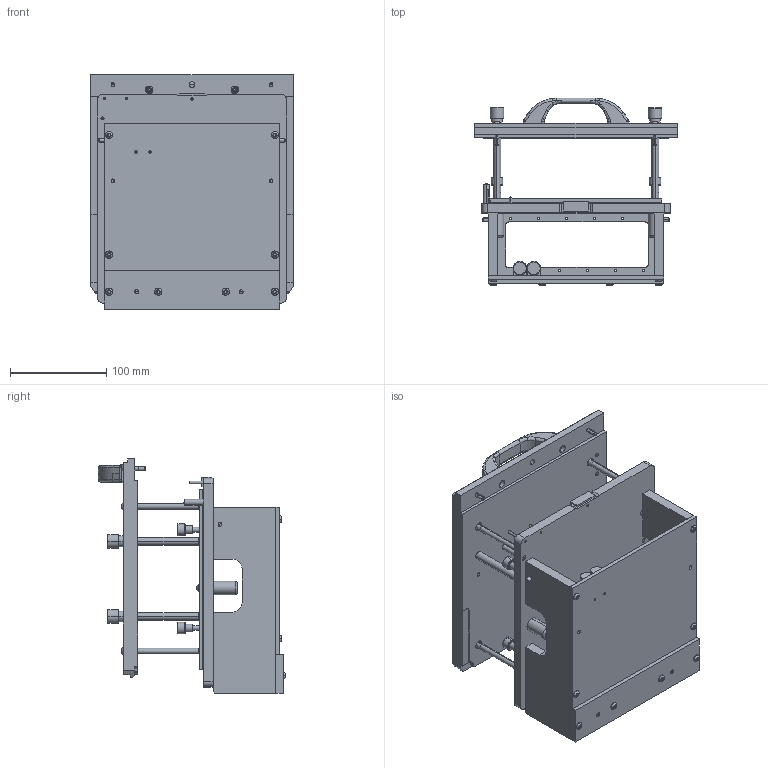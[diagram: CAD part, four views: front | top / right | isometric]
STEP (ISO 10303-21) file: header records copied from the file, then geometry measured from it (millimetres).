
FILE_DESCRIPTION (( 'STEP AP203' ), '1' );
FILE_NAME ('INGUN_45990-KIT.STEP', '2023-07-27T09:12:47', ( '' ), ( '' ), 'SwSTEP 2.0', 'SolidWorks 2021', '' );
FILE_SCHEMA (( 'CONFIG_CONTROL_DESIGN' ));
Length unit declared in the file: millimetre
Products named in the file (41): 45992~2_mit Transportschrauben <S>; 2196~6; 41369~1_S; ISO7380~n_M04,0x012; 46869~0_S; DIN7979~n_04,0m6x020M3; Gewindebuchse~n_M04-09,5 offen; 45988~3_S; ISO7380~n_M04,0x020; 45987~4_S; 114119~0_S; 46844~2_S; 45991~2; 2393~0_S; 45887~2_S; DIN6325~n_04,0m6x016; 32293~0_S; DIN6325~n_03,0m6x016; 45987~4; 112826~1_S; DIN125~n_03,2 M03,0; INGUN_45990-KIT; 45716~1_f〉 NSRL-Ausbau ohne Platte <S>; 113165~0_S; 2229~6; DIN6325~n_06,0m6x030; 41367~6_S; DIN912~n_M03,0x012; DIN7991~n_M03,0x010 VA; 3699~0; Gewindebuchse~n_M05-03,9 offen; 45986~4_ICT Stellung (kontaktiert) <S>; 44408~2_S; DIN7991~n_M03,0x006; DIN6325~n_03,0m6x024; ISO7380~n_M03,0x006; 32457~0_S; 43627~0_Hub 22,5mm<Standard>
Assembly tree (87 placements, depth 4):
  INGUN_45990-KIT
    45986~4_ICT Stellung (kontaktiert) <S>
      45987~4_S
        45987~4
        Gewindebuchse~n_M04-09,5 offen  x4
      45988~3_S
        45988~3_S
        Gewindebuchse~n_M05-03,9 offen  x2
      46844~2_S
        46844~2_S
        DIN6325~n_04,0m6x016
      114119~0_S
        114119~0_S
        DIN6325~n_04,0m6x016
      45991~2
      44408~2_S
      45887~2_S
      43627~0_Hub 22,5mm<Standard>  x4
      2196~6  x2
      2229~6  x2
      46869~0_S  x4
      32293~0_S
      113165~0_S
        3699~0
      41367~6_S  x2
      ISO7380~n_M04,0x012  x16
      DIN7991~n_M03,0x010 VA
      DIN6325~n_03,0m6x016
      DIN6325~n_03,0m6x024
      DIN6325~n_04,0m6x016  x4
      DIN6325~n_06,0m6x030
      DIN7991~n_M03,0x006  x2
    45992~2_mit Transportschrauben <S>
      45716~1_f〉 NSRL-Ausbau ohne Platte <S>
        32457~0_S
        DIN7979~n_04,0m6x020M3  x2
        ISO7380~n_M03,0x006  x2
        41369~1_S  x4
        ISO7380~n_M04,0x020  x4
        DIN912~n_M03,0x012  x2
        2393~0_S  x2
        DIN125~n_03,2 M03,0  x2
      112826~1_S
      41367~6_S  x2
Bounding box: 210 x 194.2 x 243 mm (x, y, z)
Volume: 1730165.5 mm3; surface area: 482686.9 mm2
Topology: 79 solids, 79 shells, 2662 faces, 6205 edges, 3992 vertices
Faces by surface type: plane 1138, cylinder 1076, cone 248, torus 108, bspline 52, sphere 40
Entity records: 47947 total; most frequent: CARTESIAN_POINT 13579, DIRECTION 6401, ORIENTED_EDGE 5594, EDGE_CURVE 2797, AXIS2_PLACEMENT_3D 2520, VERTEX_POINT 1815, EDGE_LOOP 1504, VECTOR 1361
